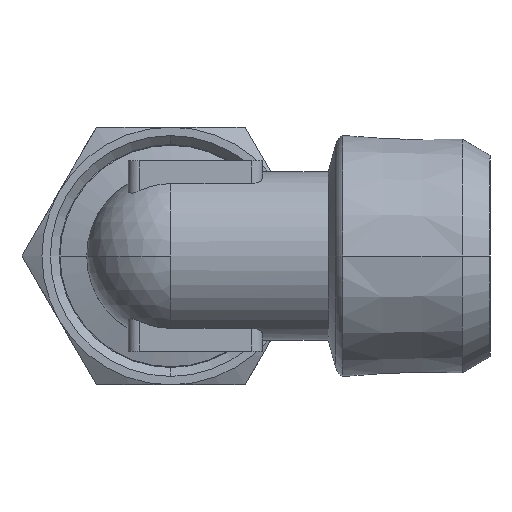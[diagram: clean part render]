
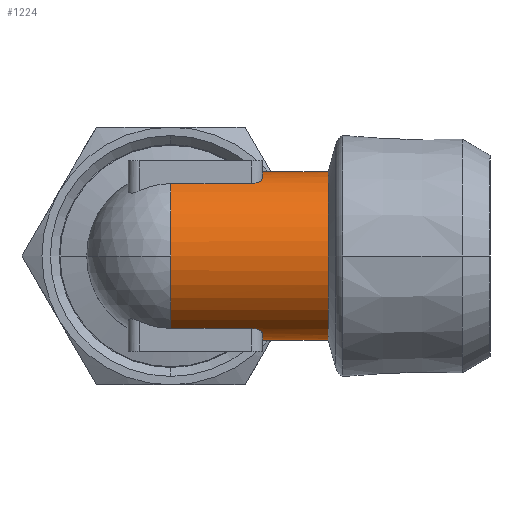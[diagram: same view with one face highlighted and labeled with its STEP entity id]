
A CAD part, left-side view. The second image highlights one B-rep face of the part: STEP entity #1224.
In plain terms, the highlighted cylindrical face has radius 7.5 mm (diameter 15 mm), a partial arc.
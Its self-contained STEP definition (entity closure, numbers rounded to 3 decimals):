
#4 = CARTESIAN_POINT ( 'NONE',  ( 0., 0., 7.5 ) ) ;
#5 = DIRECTION ( 'NONE',  ( 0., -1., 0. ) ) ;
#6 = CARTESIAN_POINT ( 'NONE',  ( 0., 0., -7.5 ) ) ;
#7 = DIRECTION ( 'NONE',  ( 0., -1., 0. ) ) ;
#188 = DIRECTION ( 'NONE',  ( 0., 0., -1. ) ) ;
#190 = CARTESIAN_POINT ( 'NONE',  ( 0., 0., 0. ) ) ;
#191 = DIRECTION ( 'NONE',  ( 0., -1., 0. ) ) ;
#337 = FACE_OUTER_BOUND ( 'NONE', #1425, .T. ) ;
#339 = CYLINDRICAL_SURFACE ( 'NONE', #2357, 7.5 ) ;
#542 = DIRECTION ( 'NONE',  ( 0., 0., -1. ) ) ;
#543 = DIRECTION ( 'NONE',  ( 0., -1., 0. ) ) ;
#544 = CARTESIAN_POINT ( 'NONE',  ( 0., 16.438, 0. ) ) ;
#547 = DIRECTION ( 'NONE',  ( 0., 0., 1. ) ) ;
#548 = DIRECTION ( 'NONE',  ( 0., -1., 0. ) ) ;
#549 = CARTESIAN_POINT ( 'NONE',  ( 0., 22.305, 0. ) ) ;
#551 = CARTESIAN_POINT ( 'NONE',  ( -2.805, 22.305, -6.956 ) ) ;
#552 = CARTESIAN_POINT ( 'NONE',  ( -2.934, 22.305, -6.904 ) ) ;
#553 = CARTESIAN_POINT ( 'NONE',  ( -3.059, 22.33, -6.849 ) ) ;
#554 = CARTESIAN_POINT ( 'NONE',  ( -3.295, 22.424, -6.739 ) ) ;
#555 = CARTESIAN_POINT ( 'NONE',  ( -3.404, 22.494, -6.684 ) ) ;
#556 = CARTESIAN_POINT ( 'NONE',  ( -3.59, 22.672, -6.586 ) ) ;
#557 = CARTESIAN_POINT ( 'NONE',  ( -3.668, 22.782, -6.542 ) ) ;
#559 = CARTESIAN_POINT ( 'NONE',  ( -3.805, 23.305, -6.463 ) ) ;
#560 = DIRECTION ( 'NONE',  ( 0., 0., -1. ) ) ;
#561 = DIRECTION ( 'NONE',  ( 0., -1., 0. ) ) ;
#562 = CARTESIAN_POINT ( 'NONE',  ( 0., 30.5, 0. ) ) ;
#563 = CARTESIAN_POINT ( 'NONE',  ( -3.775, 23.029, -6.481 ) ) ;
#564 = CARTESIAN_POINT ( 'NONE',  ( -3.805, 23.165, -6.463 ) ) ;
#565 = DIRECTION ( 'NONE',  ( 0., 1., 0. ) ) ;
#566 = CARTESIAN_POINT ( 'NONE',  ( -3.805, 0., 6.463 ) ) ;
#567 = CARTESIAN_POINT ( 'NONE',  ( -3.805, 23.305, 6.463 ) ) ;
#568 = CARTESIAN_POINT ( 'NONE',  ( -3.805, 23.165, 6.463 ) ) ;
#569 = CARTESIAN_POINT ( 'NONE',  ( -3.775, 23.027, 6.481 ) ) ;
#570 = CARTESIAN_POINT ( 'NONE',  ( -3.668, 22.782, 6.542 ) ) ;
#571 = CARTESIAN_POINT ( 'NONE',  ( -3.59, 22.672, 6.586 ) ) ;
#572 = CARTESIAN_POINT ( 'NONE',  ( -3.404, 22.494, 6.684 ) ) ;
#573 = CARTESIAN_POINT ( 'NONE',  ( -3.295, 22.424, 6.739 ) ) ;
#574 = CARTESIAN_POINT ( 'NONE',  ( -2.805, 22.305, 6.956 ) ) ;
#575 = DIRECTION ( 'NONE',  ( 0., 0., 1. ) ) ;
#576 = DIRECTION ( 'NONE',  ( 0., -1., 0. ) ) ;
#577 = CARTESIAN_POINT ( 'NONE',  ( 0., 22.305, 0. ) ) ;
#578 = CARTESIAN_POINT ( 'NONE',  ( -3.805, 0., -6.463 ) ) ;
#579 = CARTESIAN_POINT ( 'NONE',  ( -3.06, 22.33, 6.849 ) ) ;
#583 = DIRECTION ( 'NONE',  ( 0., -1., 0. ) ) ;
#587 = CARTESIAN_POINT ( 'NONE',  ( -2.933, 22.305, 6.904 ) ) ;
#767 = EDGE_CURVE ( 'NONE', #1292, #1305, #1022, .T. ) ;
#768 = EDGE_CURVE ( 'NONE', #1305, #1307, #2345, .T. ) ;
#769 = EDGE_CURVE ( 'NONE', #1307, #1308, #1023, .T. ) ;
#770 = EDGE_CURVE ( 'NONE', #1308, #1280, #1025, .T. ) ;
#771 = EDGE_CURVE ( 'NONE', #1283, #1304, #1026, .T. ) ;
#772 = EDGE_CURVE ( 'NONE', #1304, #1310, #2346, .T. ) ;
#773 = EDGE_CURVE ( 'NONE', #1310, #1290, #1024, .T. ) ;
#774 = EDGE_CURVE ( 'NONE', #1279, #1273, #1030, .T. ) ;
#858 = EDGE_CURVE ( 'NONE', #1280, #1283, #1150, .T. ) ;
#874 = EDGE_CURVE ( 'NONE', #1292, #1279, #1162, .T. ) ;
#875 = EDGE_CURVE ( 'NONE', #1290, #1273, #1168, .T. ) ;
#1021 = VECTOR ( 'NONE', #565, 1000. ) ;
#1022 = CIRCLE ( 'NONE', #1950, 7.5 ) ;
#1023 = LINE ( 'NONE', #566, #1021 ) ;
#1024 = CIRCLE ( 'NONE', #1952, 7.5 ) ;
#1025 = CIRCLE ( 'NONE', #1951, 7.5 ) ;
#1026 = LINE ( 'NONE', #578, #1028 ) ;
#1028 = VECTOR ( 'NONE', #583, 1000. ) ;
#1030 = CIRCLE ( 'NONE', #1953, 7.5 ) ;
#1150 = CIRCLE ( 'NONE', #1985, 7.5 ) ;
#1162 = LINE ( 'NONE', #4, #1169 ) ;
#1168 = LINE ( 'NONE', #6, #1171 ) ;
#1169 = VECTOR ( 'NONE', #5, 1000. ) ;
#1171 = VECTOR ( 'NONE', #7, 1000. ) ;
#1224 = ADVANCED_FACE ( 'NONE', ( #337 ), #339, .T. ) ;
#1273 = VERTEX_POINT ( 'NONE', #2533 ) ;
#1279 = VERTEX_POINT ( 'NONE', #2531 ) ;
#1280 = VERTEX_POINT ( 'NONE', #2532 ) ;
#1283 = VERTEX_POINT ( 'NONE', #2541 ) ;
#1290 = VERTEX_POINT ( 'NONE', #2548 ) ;
#1292 = VERTEX_POINT ( 'NONE', #2550 ) ;
#1304 = VERTEX_POINT ( 'NONE', #2562 ) ;
#1305 = VERTEX_POINT ( 'NONE', #2563 ) ;
#1307 = VERTEX_POINT ( 'NONE', #2565 ) ;
#1308 = VERTEX_POINT ( 'NONE', #2566 ) ;
#1310 = VERTEX_POINT ( 'NONE', #2568 ) ;
#1425 = EDGE_LOOP ( 'NONE', ( #1496, #1497, #1530, #1507, #1509, #1511, #1500, #1513, #1514, #1528, #1516 ) ) ;
#1496 = ORIENTED_EDGE ( 'NONE', *, *, #874, .F. ) ;
#1497 = ORIENTED_EDGE ( 'NONE', *, *, #767, .T. ) ;
#1500 = ORIENTED_EDGE ( 'NONE', *, *, #771, .T. ) ;
#1507 = ORIENTED_EDGE ( 'NONE', *, *, #769, .T. ) ;
#1509 = ORIENTED_EDGE ( 'NONE', *, *, #770, .T. ) ;
#1511 = ORIENTED_EDGE ( 'NONE', *, *, #858, .T. ) ;
#1513 = ORIENTED_EDGE ( 'NONE', *, *, #772, .T. ) ;
#1514 = ORIENTED_EDGE ( 'NONE', *, *, #773, .T. ) ;
#1516 = ORIENTED_EDGE ( 'NONE', *, *, #774, .F. ) ;
#1528 = ORIENTED_EDGE ( 'NONE', *, *, #875, .T. ) ;
#1530 = ORIENTED_EDGE ( 'NONE', *, *, #768, .T. ) ;
#1847 = CARTESIAN_POINT ( 'NONE',  ( 0., 30.5, 0. ) ) ;
#1848 = DIRECTION ( 'NONE',  ( 0., -1., 0. ) ) ;
#1849 = DIRECTION ( 'NONE',  ( 0., 0., -1. ) ) ;
#1950 = AXIS2_PLACEMENT_3D ( 'NONE', #577, #576, #575 ) ;
#1951 = AXIS2_PLACEMENT_3D ( 'NONE', #562, #561, #560 ) ;
#1952 = AXIS2_PLACEMENT_3D ( 'NONE', #549, #548, #547 ) ;
#1953 = AXIS2_PLACEMENT_3D ( 'NONE', #544, #543, #542 ) ;
#1985 = AXIS2_PLACEMENT_3D ( 'NONE', #1847, #1848, #1849 ) ;
#2345 = B_SPLINE_CURVE_WITH_KNOTS ( 'NONE', 3,
 ( #574, #587, #579, #573, #572, #571, #570, #569, #568, #567 ),
 .UNSPECIFIED., .F., .F.,
 ( 4, 2, 2, 2, 4 ),
 ( 0.005, 0.005, 0.006, 0.006, 0.007 ),
 .UNSPECIFIED. ) ;
#2346 = B_SPLINE_CURVE_WITH_KNOTS ( 'NONE', 3,
 ( #559, #564, #563, #557, #556, #555, #554, #553, #552, #551 ),
 .UNSPECIFIED., .F., .F.,
 ( 4, 2, 2, 2, 4 ),
 ( 0., 0., 0.001, 0.001, 0.002 ),
 .UNSPECIFIED. ) ;
#2357 = AXIS2_PLACEMENT_3D ( 'NONE', #190, #191, #188 ) ;
#2531 = CARTESIAN_POINT ( 'NONE',  ( 0., 16.438, 7.5 ) ) ;
#2532 = CARTESIAN_POINT ( 'NONE',  ( -7.5, 30.5, 0. ) ) ;
#2533 = CARTESIAN_POINT ( 'NONE',  ( 0., 16.438, -7.5 ) ) ;
#2541 = CARTESIAN_POINT ( 'NONE',  ( -3.805, 30.5, -6.463 ) ) ;
#2548 = CARTESIAN_POINT ( 'NONE',  ( 0., 22.305, -7.5 ) ) ;
#2550 = CARTESIAN_POINT ( 'NONE',  ( 0., 22.305, 7.5 ) ) ;
#2562 = CARTESIAN_POINT ( 'NONE',  ( -3.805, 23.305, -6.463 ) ) ;
#2563 = CARTESIAN_POINT ( 'NONE',  ( -2.805, 22.305, 6.956 ) ) ;
#2565 = CARTESIAN_POINT ( 'NONE',  ( -3.805, 23.305, 6.463 ) ) ;
#2566 = CARTESIAN_POINT ( 'NONE',  ( -3.805, 30.5, 6.463 ) ) ;
#2568 = CARTESIAN_POINT ( 'NONE',  ( -2.805, 22.305, -6.956 ) ) ;
